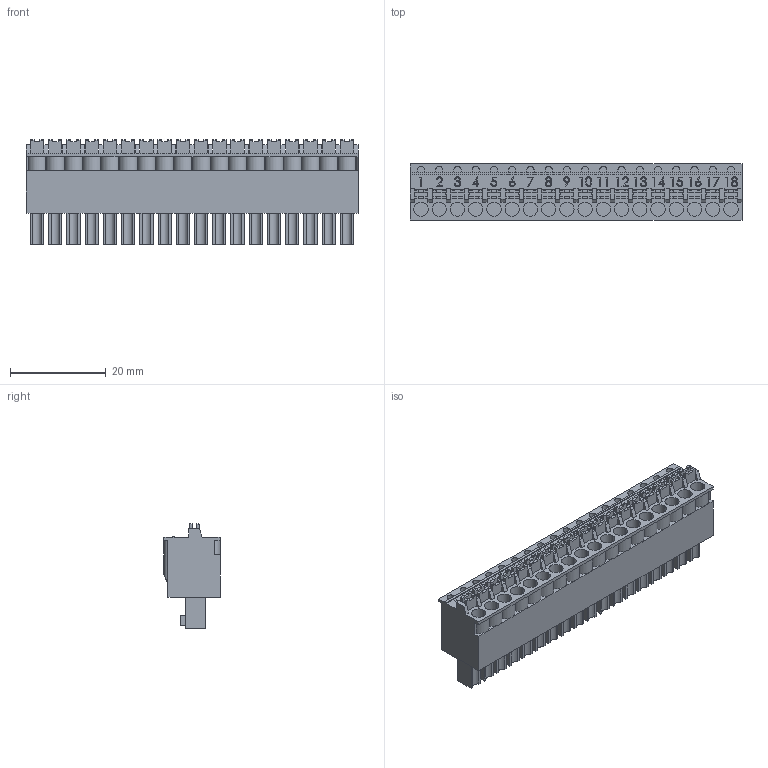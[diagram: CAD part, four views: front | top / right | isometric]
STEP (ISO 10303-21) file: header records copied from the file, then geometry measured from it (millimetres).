
FILE_DESCRIPTION (( 'STEP AP214' ), '1' );
FILE_NAME ('P2-RTB-1.STEP', '2019-08-15T15:45:48', ( '' ), ( '' ), 'SwSTEP 2.0', 'SolidWorks 2017', '' );
FILE_SCHEMA (( 'AUTOMOTIVE_DESIGN' ));
Length unit declared in the file: millimetre
Products named in the file (1): P2-RTB-1
Bounding box: 69.37 x 11.73 x 21.8 mm (x, y, z)
Volume: 9948.4 mm3; surface area: 9438.4 mm2
Topology: 1 solids, 1 shells, 1497 faces, 4032 edges, 2646 vertices
Faces by surface type: plane 1082, cylinder 289, bspline 126
Entity records: 61648 total; most frequent: CARTESIAN_POINT 16188, ORIENTED_EDGE 8064, DIRECTION 7120, EDGE_CURVE 4032, LINE 3148, VECTOR 3148, VERTEX_POINT 2646, AXIS2_PLACEMENT_3D 1986
